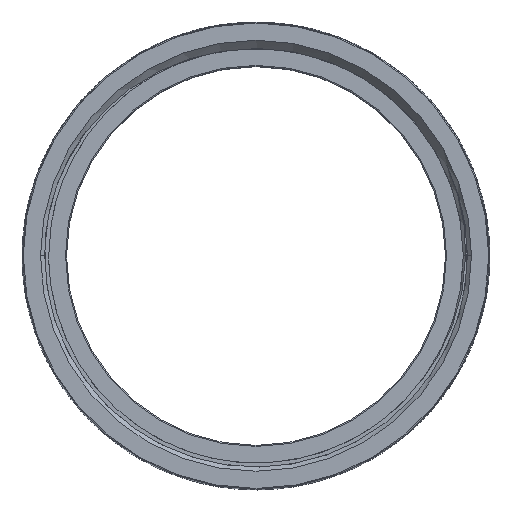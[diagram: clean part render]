
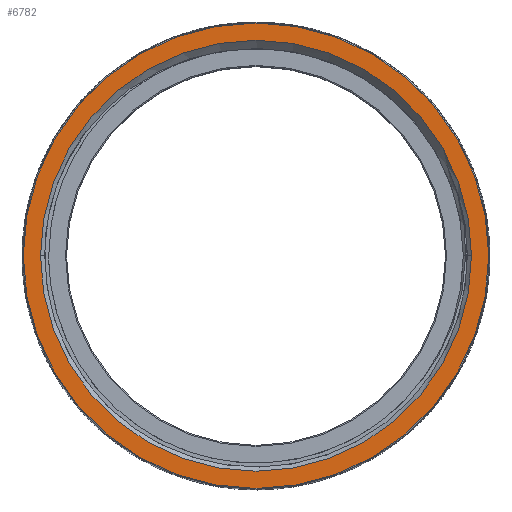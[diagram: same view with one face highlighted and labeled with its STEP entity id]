
A CAD part, top view. The second image highlights one B-rep face of the part: STEP entity #6782.
In plain terms, the highlighted planar face has unit normal (0, 0, 1).
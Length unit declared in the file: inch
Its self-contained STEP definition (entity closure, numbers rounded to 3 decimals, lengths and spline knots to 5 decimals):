
#42 = CARTESIAN_POINT ( 'NONE',  ( 0., 0., 0.5905 ) ) ;
#405 = DIRECTION ( 'NONE',  ( 0., 0., 1. ) ) ;
#638 = ORIENTED_EDGE ( 'NONE', *, *, #16970, .T. ) ;
#1349 = EDGE_LOOP ( 'NONE', ( #7905, #2837 ) ) ;
#1355 = EDGE_CURVE ( 'NONE', #22993, #6573, #23441, .T. ) ;
#2837 = ORIENTED_EDGE ( 'NONE', *, *, #18380, .T. ) ;
#3416 = CIRCLE ( 'NONE', #4921, 1.136 ) ;
#4921 = AXIS2_PLACEMENT_3D ( 'NONE', #18967, #13488, #13585 ) ;
#5500 = AXIS2_PLACEMENT_3D ( 'NONE', #8570, #18883, #8806 ) ;
#6055 = CARTESIAN_POINT ( 'NONE',  ( 0., 0., 0.5905 ) ) ;
#6508 = EDGE_LOOP ( 'NONE', ( #638, #23154 ) ) ;
#6573 = VERTEX_POINT ( 'NONE', #20221 ) ;
#6782 = ADVANCED_FACE ( 'NONE', ( #8689, #14407 ), #7379, .F. ) ;
#7159 = AXIS2_PLACEMENT_3D ( 'NONE', #14542, #12755, #20043 ) ;
#7379 = PLANE ( 'NONE',  #7159 ) ;
#7905 = ORIENTED_EDGE ( 'NONE', *, *, #1355, .T. ) ;
#8307 = DIRECTION ( 'NONE',  ( -1., 0., 0. ) ) ;
#8345 = EDGE_CURVE ( 'NONE', #22835, #21341, #3416, .T. ) ;
#8570 = CARTESIAN_POINT ( 'NONE',  ( 0., 0., 0.5905 ) ) ;
#8689 = FACE_OUTER_BOUND ( 'NONE', #6508, .T. ) ;
#8806 = DIRECTION ( 'NONE',  ( -1., 0., 0. ) ) ;
#9430 = CARTESIAN_POINT ( 'NONE',  ( -1.136, 0., 0.5905 ) ) ;
#11566 = DIRECTION ( 'NONE',  ( 0., 0., -1. ) ) ;
#12755 = DIRECTION ( 'NONE',  ( 0., 0., -1. ) ) ;
#13277 = AXIS2_PLACEMENT_3D ( 'NONE', #42, #405, #19852 ) ;
#13488 = DIRECTION ( 'NONE',  ( 0., 0., 1. ) ) ;
#13585 = DIRECTION ( 'NONE',  ( -1., 0., 0. ) ) ;
#14407 = FACE_BOUND ( 'NONE', #1349, .T. ) ;
#14542 = CARTESIAN_POINT ( 'NONE',  ( 0., 1.141, 0.5905 ) ) ;
#16392 = CIRCLE ( 'NONE', #19419, 1.052 ) ;
#16412 = CARTESIAN_POINT ( 'NONE',  ( 1.136, 0., 0.5905 ) ) ;
#16970 = EDGE_CURVE ( 'NONE', #21341, #22835, #18249, .T. ) ;
#18249 = CIRCLE ( 'NONE', #13277, 1.136 ) ;
#18380 = EDGE_CURVE ( 'NONE', #6573, #22993, #16392, .T. ) ;
#18883 = DIRECTION ( 'NONE',  ( 0., 0., -1. ) ) ;
#18967 = CARTESIAN_POINT ( 'NONE',  ( 0., 0., 0.5905 ) ) ;
#19419 = AXIS2_PLACEMENT_3D ( 'NONE', #6055, #11566, #8307 ) ;
#19852 = DIRECTION ( 'NONE',  ( -1., 0., 0. ) ) ;
#20043 = DIRECTION ( 'NONE',  ( -1., 0., 0. ) ) ;
#20221 = CARTESIAN_POINT ( 'NONE',  ( -1.052, 0., 0.5905 ) ) ;
#20463 = CARTESIAN_POINT ( 'NONE',  ( 1.052, 0., 0.5905 ) ) ;
#21341 = VERTEX_POINT ( 'NONE', #9430 ) ;
#22835 = VERTEX_POINT ( 'NONE', #16412 ) ;
#22993 = VERTEX_POINT ( 'NONE', #20463 ) ;
#23154 = ORIENTED_EDGE ( 'NONE', *, *, #8345, .T. ) ;
#23441 = CIRCLE ( 'NONE', #5500, 1.052 ) ;
